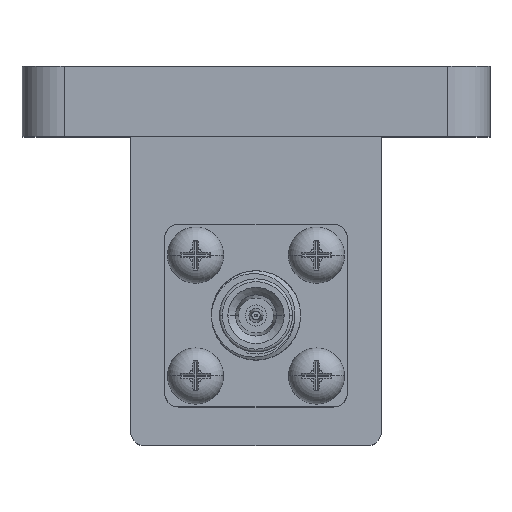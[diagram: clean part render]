
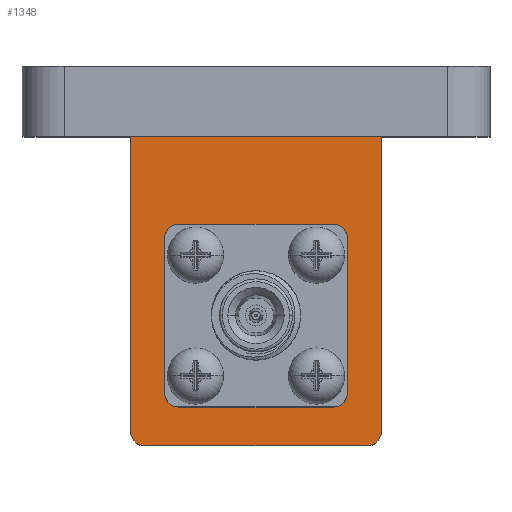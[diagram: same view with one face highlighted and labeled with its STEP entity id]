
A CAD part, top view. The second image highlights one B-rep face of the part: STEP entity #1348.
In plain terms, the highlighted planar face has unit normal (0, 0, 1).
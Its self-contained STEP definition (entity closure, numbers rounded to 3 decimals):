
#96 = VECTOR ( 'NONE', #5071, 1000. ) ;
#143 = EDGE_CURVE ( 'NONE', #2295, #531, #4997, .T. ) ;
#159 = DIRECTION ( 'NONE',  ( 0., 1., 0. ) ) ;
#270 = CARTESIAN_POINT ( 'NONE',  ( -7.915, -22., 4.965 ) ) ;
#297 = CIRCLE ( 'NONE', #4282, 1. ) ;
#340 = ORIENTED_EDGE ( 'NONE', *, *, #6808, .T. ) ;
#343 = ORIENTED_EDGE ( 'NONE', *, *, #6501, .F. ) ;
#526 = VECTOR ( 'NONE', #5130, 1000. ) ;
#531 = VERTEX_POINT ( 'NONE', #2176 ) ;
#536 = CARTESIAN_POINT ( 'NONE',  ( 5.5, -6.25, 4.965 ) ) ;
#701 = DIRECTION ( 'NONE',  ( 0., 0., -1. ) ) ;
#761 = DIRECTION ( 'NONE',  ( -1., 0., 0. ) ) ;
#774 = ORIENTED_EDGE ( 'NONE', *, *, #5442, .T. ) ;
#787 = ORIENTED_EDGE ( 'NONE', *, *, #6223, .T. ) ;
#805 = ORIENTED_EDGE ( 'NONE', *, *, #2268, .T. ) ;
#844 = DIRECTION ( 'NONE',  ( -1., 0., 0. ) ) ;
#850 = VERTEX_POINT ( 'NONE', #2327 ) ;
#872 = CARTESIAN_POINT ( 'NONE',  ( 6.5, -7.25, 4.965 ) ) ;
#906 = VERTEX_POINT ( 'NONE', #4311 ) ;
#911 = DIRECTION ( 'NONE',  ( 0., 0., -1. ) ) ;
#915 = DIRECTION ( 'NONE',  ( -1., 0., 0. ) ) ;
#978 = CIRCLE ( 'NONE', #6157, 1. ) ;
#1009 = VECTOR ( 'NONE', #5482, 1000. ) ;
#1180 = AXIS2_PLACEMENT_3D ( 'NONE', #1696, #5966, #6428 ) ;
#1230 = EDGE_CURVE ( 'NONE', #2567, #4520, #6738, .T. ) ;
#1269 = LINE ( 'NONE', #3429, #4592 ) ;
#1309 = AXIS2_PLACEMENT_3D ( 'NONE', #5133, #1869, #761 ) ;
#1338 = CARTESIAN_POINT ( 'NONE',  ( 5.5, -18.25, 4.965 ) ) ;
#1348 = ADVANCED_FACE ( 'NONE', ( #3611, #4677 ), #1451, .F. ) ;
#1451 = PLANE ( 'NONE',  #3888 ) ;
#1629 = AXIS2_PLACEMENT_3D ( 'NONE', #2267, #701, #3316 ) ;
#1666 = CARTESIAN_POINT ( 'NONE',  ( -8.915, -21., 4.965 ) ) ;
#1680 = DIRECTION ( 'NONE',  ( -1., 0., 0. ) ) ;
#1696 = CARTESIAN_POINT ( 'NONE',  ( -7.915, -21., 4.965 ) ) ;
#1711 = CARTESIAN_POINT ( 'NONE',  ( -8.915, 0., 4.965 ) ) ;
#1858 = ORIENTED_EDGE ( 'NONE', *, *, #6529, .F. ) ;
#1869 = DIRECTION ( 'NONE',  ( 0., 0., 1. ) ) ;
#1964 = VERTEX_POINT ( 'NONE', #3581 ) ;
#1976 = CARTESIAN_POINT ( 'NONE',  ( -8.915, 0., 4.965 ) ) ;
#2002 = CARTESIAN_POINT ( 'NONE',  ( -6.5, -18.25, 4.965 ) ) ;
#2022 = EDGE_CURVE ( 'NONE', #4647, #531, #1269, .T. ) ;
#2135 = LINE ( 'NONE', #3860, #1009 ) ;
#2176 = CARTESIAN_POINT ( 'NONE',  ( -5.5, -6.25, 4.965 ) ) ;
#2248 = VECTOR ( 'NONE', #6006, 1000. ) ;
#2267 = CARTESIAN_POINT ( 'NONE',  ( -5.5, -7.25, 4.965 ) ) ;
#2268 = EDGE_CURVE ( 'NONE', #4647, #5419, #5849, .T. ) ;
#2295 = VERTEX_POINT ( 'NONE', #6569 ) ;
#2327 = CARTESIAN_POINT ( 'NONE',  ( 8.915, 0., 4.965 ) ) ;
#2340 = CARTESIAN_POINT ( 'NONE',  ( -6.5, -6.25, 4.965 ) ) ;
#2454 = ORIENTED_EDGE ( 'NONE', *, *, #5477, .T. ) ;
#2461 = EDGE_CURVE ( 'NONE', #4742, #1964, #6410, .T. ) ;
#2560 = AXIS2_PLACEMENT_3D ( 'NONE', #4903, #6543, #1680 ) ;
#2567 = VERTEX_POINT ( 'NONE', #1666 ) ;
#2615 = EDGE_CURVE ( 'NONE', #2295, #6005, #6124, .T. ) ;
#2669 = EDGE_LOOP ( 'NONE', ( #343, #4932, #1858, #774, #6123, #6663, #3298, #805 ) ) ;
#2797 = VERTEX_POINT ( 'NONE', #6978 ) ;
#2825 = EDGE_CURVE ( 'NONE', #5707, #2797, #297, .T. ) ;
#2888 = CARTESIAN_POINT ( 'NONE',  ( 7.915, -22., 4.965 ) ) ;
#2996 = LINE ( 'NONE', #1976, #526 ) ;
#3008 = VECTOR ( 'NONE', #5116, 1000. ) ;
#3086 = DIRECTION ( 'NONE',  ( -1., 0., 0. ) ) ;
#3122 = CARTESIAN_POINT ( 'NONE',  ( -8.915, -22., 4.965 ) ) ;
#3298 = ORIENTED_EDGE ( 'NONE', *, *, #2022, .F. ) ;
#3316 = DIRECTION ( 'NONE',  ( -1., 0., 0. ) ) ;
#3317 = CARTESIAN_POINT ( 'NONE',  ( -8.915, -22., 4.965 ) ) ;
#3330 = CARTESIAN_POINT ( 'NONE',  ( 6.5, -6.25, 4.965 ) ) ;
#3395 = LINE ( 'NONE', #4073, #4210 ) ;
#3429 = CARTESIAN_POINT ( 'NONE',  ( -6.5, -6.25, 4.965 ) ) ;
#3444 = ORIENTED_EDGE ( 'NONE', *, *, #5107, .F. ) ;
#3495 = CARTESIAN_POINT ( 'NONE',  ( -8.915, -22., 4.965 ) ) ;
#3532 = DIRECTION ( 'NONE',  ( 0., 1., 0. ) ) ;
#3581 = CARTESIAN_POINT ( 'NONE',  ( 8.915, -21., 4.965 ) ) ;
#3611 = FACE_OUTER_BOUND ( 'NONE', #5129, .T. ) ;
#3725 = LINE ( 'NONE', #3330, #2248 ) ;
#3847 = LINE ( 'NONE', #3317, #96 ) ;
#3860 = CARTESIAN_POINT ( 'NONE',  ( -6.5, -19.25, 4.965 ) ) ;
#3888 = AXIS2_PLACEMENT_3D ( 'NONE', #3122, #5352, #915 ) ;
#4073 = CARTESIAN_POINT ( 'NONE',  ( 8.915, -22., 4.965 ) ) ;
#4210 = VECTOR ( 'NONE', #159, 1000. ) ;
#4282 = AXIS2_PLACEMENT_3D ( 'NONE', #1338, #5172, #3086 ) ;
#4311 = CARTESIAN_POINT ( 'NONE',  ( -5.5, -19.25, 4.965 ) ) ;
#4457 = CARTESIAN_POINT ( 'NONE',  ( 6.5, -18.25, 4.965 ) ) ;
#4517 = ORIENTED_EDGE ( 'NONE', *, *, #1230, .F. ) ;
#4520 = VERTEX_POINT ( 'NONE', #1711 ) ;
#4566 = CARTESIAN_POINT ( 'NONE',  ( -5.5, -18.25, 4.965 ) ) ;
#4592 = VECTOR ( 'NONE', #844, 1000. ) ;
#4637 = DIRECTION ( 'NONE',  ( -1., 0., 0. ) ) ;
#4647 = VERTEX_POINT ( 'NONE', #536 ) ;
#4667 = ORIENTED_EDGE ( 'NONE', *, *, #2461, .T. ) ;
#4677 = FACE_BOUND ( 'NONE', #2669, .T. ) ;
#4742 = VERTEX_POINT ( 'NONE', #2888 ) ;
#4903 = CARTESIAN_POINT ( 'NONE',  ( 5.5, -7.25, 4.965 ) ) ;
#4932 = ORIENTED_EDGE ( 'NONE', *, *, #2825, .T. ) ;
#4997 = CIRCLE ( 'NONE', #1629, 1. ) ;
#5071 = DIRECTION ( 'NONE',  ( -1., 0., 0. ) ) ;
#5107 = EDGE_CURVE ( 'NONE', #4742, #5527, #3847, .T. ) ;
#5116 = DIRECTION ( 'NONE',  ( 0., -1., 0. ) ) ;
#5127 = VECTOR ( 'NONE', #3532, 1000. ) ;
#5129 = EDGE_LOOP ( 'NONE', ( #3444, #4667, #787, #2454, #4517, #340 ) ) ;
#5130 = DIRECTION ( 'NONE',  ( -1., 0., 0. ) ) ;
#5133 = CARTESIAN_POINT ( 'NONE',  ( 7.915, -21., 4.965 ) ) ;
#5172 = DIRECTION ( 'NONE',  ( 0., 0., -1. ) ) ;
#5352 = DIRECTION ( 'NONE',  ( 0., 0., -1. ) ) ;
#5419 = VERTEX_POINT ( 'NONE', #872 ) ;
#5442 = EDGE_CURVE ( 'NONE', #906, #6005, #978, .T. ) ;
#5477 = EDGE_CURVE ( 'NONE', #850, #4520, #2996, .T. ) ;
#5482 = DIRECTION ( 'NONE',  ( 1., 0., 0. ) ) ;
#5527 = VERTEX_POINT ( 'NONE', #270 ) ;
#5707 = VERTEX_POINT ( 'NONE', #4457 ) ;
#5849 = CIRCLE ( 'NONE', #2560, 1. ) ;
#5966 = DIRECTION ( 'NONE',  ( 0., 0., 1. ) ) ;
#6005 = VERTEX_POINT ( 'NONE', #2002 ) ;
#6006 = DIRECTION ( 'NONE',  ( 0., 1., 0. ) ) ;
#6123 = ORIENTED_EDGE ( 'NONE', *, *, #2615, .F. ) ;
#6124 = LINE ( 'NONE', #2340, #3008 ) ;
#6157 = AXIS2_PLACEMENT_3D ( 'NONE', #4566, #911, #4637 ) ;
#6223 = EDGE_CURVE ( 'NONE', #1964, #850, #3395, .T. ) ;
#6385 = CIRCLE ( 'NONE', #1180, 1. ) ;
#6410 = CIRCLE ( 'NONE', #1309, 1. ) ;
#6428 = DIRECTION ( 'NONE',  ( -1., 0., 0. ) ) ;
#6501 = EDGE_CURVE ( 'NONE', #5707, #5419, #3725, .T. ) ;
#6529 = EDGE_CURVE ( 'NONE', #906, #2797, #2135, .T. ) ;
#6543 = DIRECTION ( 'NONE',  ( 0., 0., -1. ) ) ;
#6569 = CARTESIAN_POINT ( 'NONE',  ( -6.5, -7.25, 4.965 ) ) ;
#6663 = ORIENTED_EDGE ( 'NONE', *, *, #143, .T. ) ;
#6738 = LINE ( 'NONE', #3495, #5127 ) ;
#6808 = EDGE_CURVE ( 'NONE', #2567, #5527, #6385, .T. ) ;
#6978 = CARTESIAN_POINT ( 'NONE',  ( 5.5, -19.25, 4.965 ) ) ;
